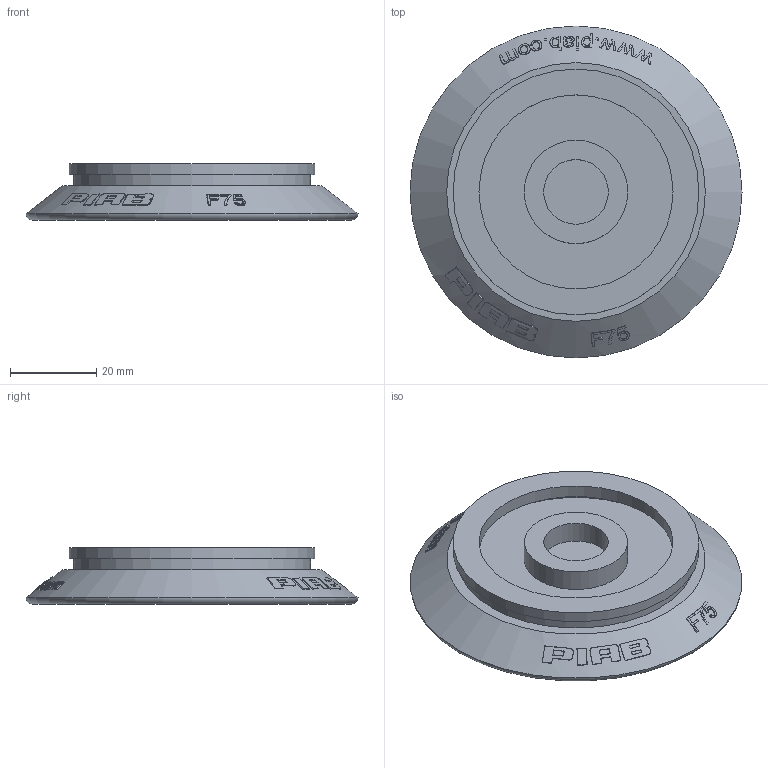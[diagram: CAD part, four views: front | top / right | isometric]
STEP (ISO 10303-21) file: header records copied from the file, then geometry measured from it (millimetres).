
FILE_DESCRIPTION( ( 'Unknown' ), '1' );
FILE_NAME( 'SE-0412574.stp', 'Unknown', ( 'Unknown' ), ( 'Unknown' ), 'PSStep 17.0.49', 'Unknown', ' ' );
FILE_SCHEMA( ( 'AUTOMOTIVE_DESIGN { 1 0 10303 214 1 1 1 1 }' ) );
Length unit declared in the file: millimetre
Products named in the file (1): 1
Bounding box: 77 x 77 x 13 mm (x, y, z)
Volume: 35962.4 mm3; surface area: 13387.6 mm2
Topology: 1 solids, 1 shells, 299 faces, 790 edges, 527 vertices
Faces by surface type: plane 163, extrusion 84, cone 29, cylinder 22, torus 1
Full cylindrical faces by diameter (mm): 15 x1, 24 x1, 45 x1, 50 x1, 55 x1, 57 x1
Entity records: 10802 total; most frequent: CARTESIAN_POINT 4403, ORIENTED_EDGE 1560, DIRECTION 801, EDGE_CURVE 780, B_SPLINE_CURVE_WITH_KNOTS 594, VERTEX_POINT 525, EDGE_LOOP 341, VECTOR 339
